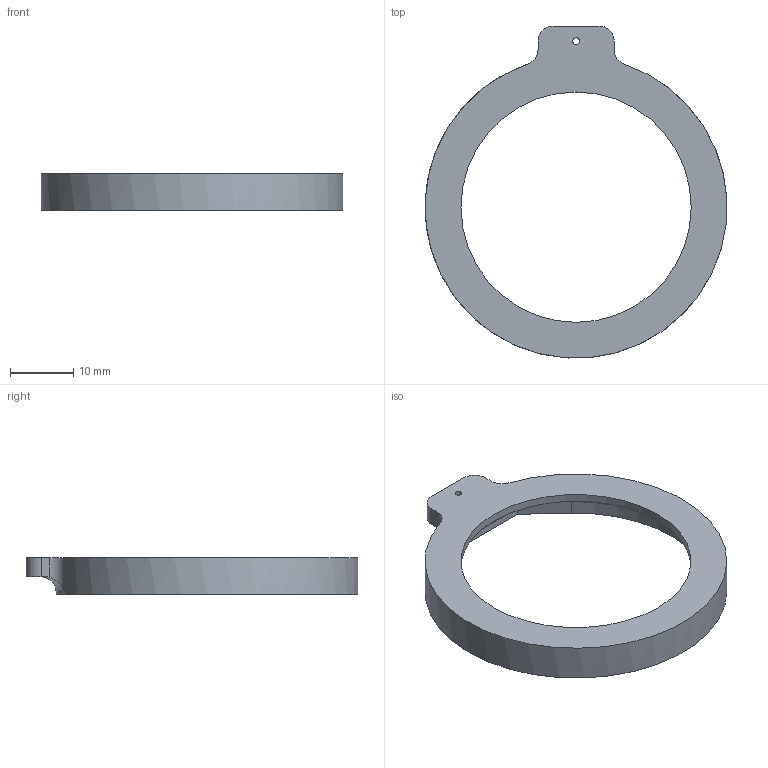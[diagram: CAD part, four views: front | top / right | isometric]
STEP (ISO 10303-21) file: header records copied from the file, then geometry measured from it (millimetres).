
FILE_DESCRIPTION(/* description */ ('Alibre Inc.'),/* implementation_level */ '2;1');
FILE_NAME(/* name */ 'export-97A1A387-E766-45A4-8EFD-E071ED1066C2',/* time_stamp */ '2025-12-17T16:56:04-05:00',/* author */ (''),/* organization */ (''),/* preprocessor_version */ 'ST-DEVELOPER v17',/* originating_system */ 'Alibre',/* authorisation */ '');
FILE_SCHEMA (('CONFIG_CONTROL_DESIGN'));
Length unit declared in the file: centimetre
Bounding box: 47.59 x 52.35 x 5.77 mm (x, y, z)
Volume: 2922.9 mm3; surface area: 3268.5 mm2
Topology: 1 solids, 1 shells, 26 faces, 69 edges, 46 vertices
Faces by surface type: plane 16, cylinder 9, torus 1
Full cylindrical faces by diameter (mm): 1.077 x1, 36.322 x1, 47.625 x1
Entity records: 1004 total; most frequent: CARTESIAN_POINT 300, ORIENTED_EDGE 128, DIRECTION 110, EDGE_CURVE 64, VERTEX_POINT 44, AXIS2_PLACEMENT_3D 43, VECTOR 40, LINE 40
